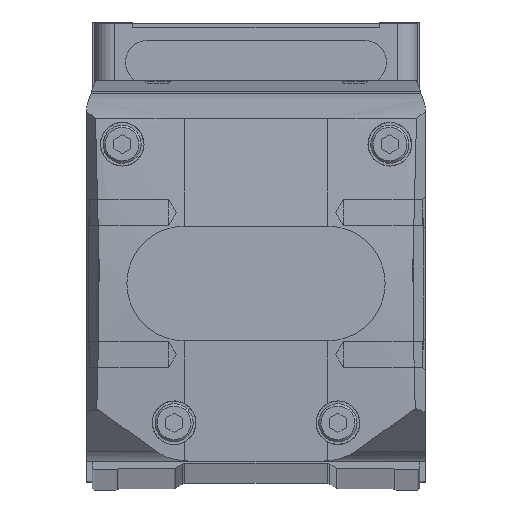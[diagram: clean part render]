
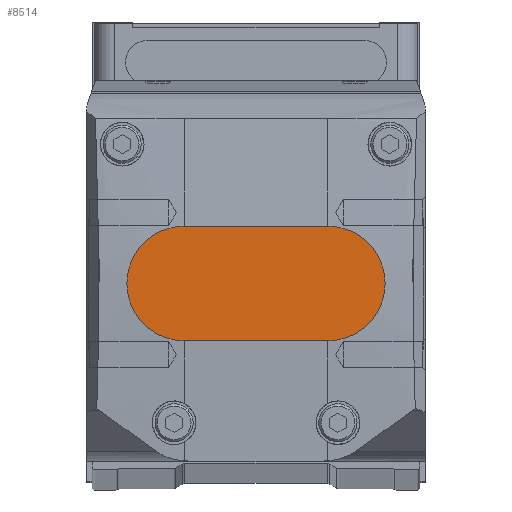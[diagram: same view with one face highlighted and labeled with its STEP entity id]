
A CAD part, top view. The second image highlights one B-rep face of the part: STEP entity #8514.
In plain terms, the highlighted planar face has unit normal (0, 0, 1).
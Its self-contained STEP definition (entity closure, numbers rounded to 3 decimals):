
#458=CIRCLE('',#9914,10.5);
#459=CIRCLE('',#9916,10.5);
#1166=ORIENTED_EDGE('',*,*,#3275,.F.);
#1167=ORIENTED_EDGE('',*,*,#3435,.F.);
#1168=ORIENTED_EDGE('',*,*,#3292,.F.);
#1169=ORIENTED_EDGE('',*,*,#3430,.T.);
#3275=EDGE_CURVE('',#4443,#4444,#458,.T.);
#3292=EDGE_CURVE('',#4460,#4452,#459,.T.);
#3430=EDGE_CURVE('',#4460,#4444,#5283,.T.);
#3435=EDGE_CURVE('',#4452,#4443,#5284,.T.);
#4443=VERTEX_POINT('',#13855);
#4444=VERTEX_POINT('',#13857);
#4452=VERTEX_POINT('',#13903);
#4460=VERTEX_POINT('',#13947);
#5283=LINE('',#14221,#6067);
#5284=LINE('',#14227,#6068);
#6067=VECTOR('',#11287,1000.);
#6068=VECTOR('',#11298,1000.);
#6732=EDGE_LOOP('',(#1166,#1167,#1168,#1169));
#7472=FACE_BOUND('',#6732,.T.);
#8189=PLANE('',#10012);
#8514=ADVANCED_FACE('',(#7472),#8189,.F.);
#9914=AXIS2_PLACEMENT_3D('',#13856,#11025,#11026);
#9916=AXIS2_PLACEMENT_3D('',#13948,#11033,#11034);
#10012=AXIS2_PLACEMENT_3D('',#14228,#11299,#11300);
#11025=DIRECTION('',(0.,0.,-1.));
#11026=DIRECTION('',(-1.,0.,0.));
#11033=DIRECTION('',(0.,0.,-1.));
#11034=DIRECTION('',(-1.,0.,0.));
#11287=DIRECTION('',(-1.,0.,0.));
#11298=DIRECTION('',(-1.,0.,0.));
#11299=DIRECTION('',(0.,0.,-1.));
#11300=DIRECTION('',(-1.,0.,0.));
#13855=CARTESIAN_POINT('',(-13.138,23.5,68.));
#13856=CARTESIAN_POINT('',(-13.138,34.,68.));
#13857=CARTESIAN_POINT('',(-13.138,44.5,68.));
#13903=CARTESIAN_POINT('',(13.138,23.5,68.));
#13947=CARTESIAN_POINT('',(13.138,44.5,68.));
#13948=CARTESIAN_POINT('',(13.138,34.,68.));
#14221=CARTESIAN_POINT('',(31.,44.5,68.));
#14227=CARTESIAN_POINT('',(31.,23.5,68.));
#14228=CARTESIAN_POINT('',(31.,63.748,68.));
